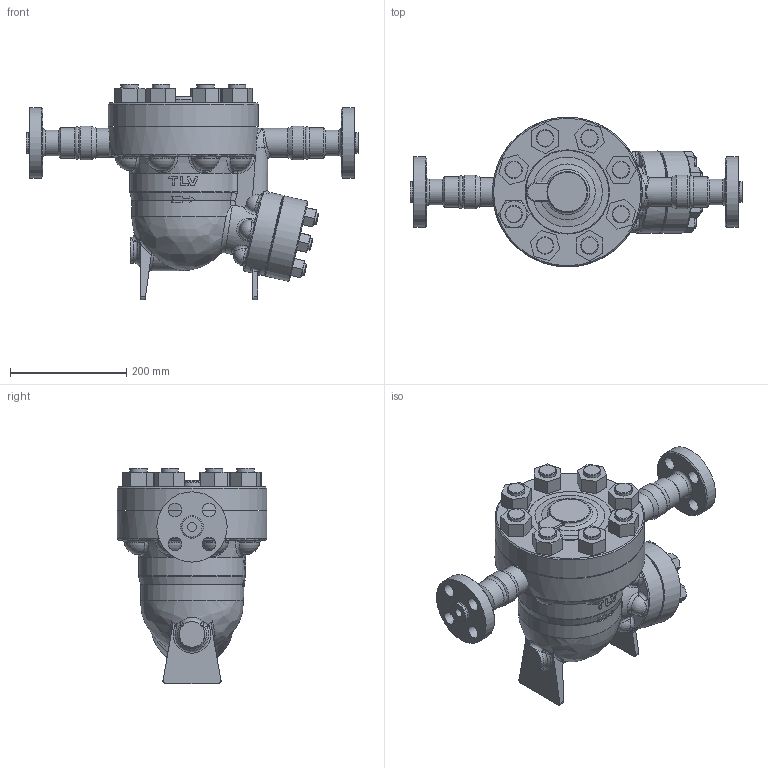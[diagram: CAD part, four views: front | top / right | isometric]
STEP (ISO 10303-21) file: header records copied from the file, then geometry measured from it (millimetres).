
FILE_DESCRIPTION((''),'2;1');
FILE_NAME('jh7hb-015-a1500-00.stp','2010-08-03T15:14:51',('nakaot'),(''),'Autodesk Inventor 2008','Autodesk Inventor 2008','');
FILE_SCHEMA(('AUTOMOTIVE_DESIGN { 1 0 10303 214 1 1 1 1 }'));
Length unit declared in the file: millimetre
Products named in the file (1): jh7hb-015-a1500-00
Bounding box: 572 x 258 x 371 mm (x, y, z)
Volume: 12139401.4 mm3; surface area: 698038.1 mm2
Topology: 1 solids, 1 shells, 550 faces, 1386 edges, 877 vertices
Faces by surface type: plane 201, bspline 191, cone 71, cylinder 64, sphere 15, torus 8
Full cylindrical faces by diameter (mm): 15 x1, 20 x12, 23 x4, 30 x8, 34.9 x1, 44 x2, 50 x2, 53 x1, 58 x2, 70 x1, 83 x1, 121 x1, 142 x2, 164 x1, 258 x2
Entity records: 41255 total; most frequent: CARTESIAN_POINT 30313, ORIENTED_EDGE 2312, DIRECTION 1952, EDGE_CURVE 1156, AXIS2_PLACEMENT_3D 827, VERTEX_POINT 792, EDGE_LOOP 750, FACE_OUTER_BOUND 550
